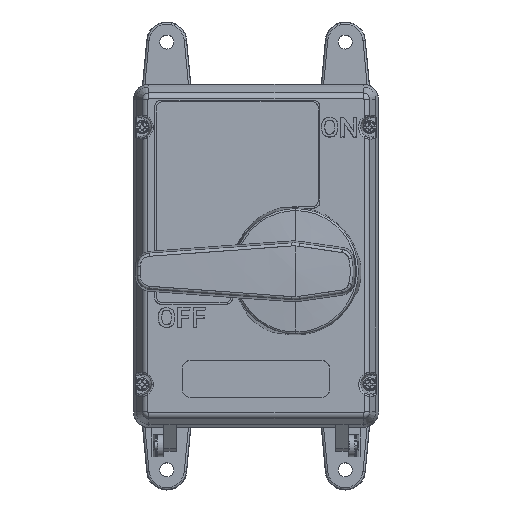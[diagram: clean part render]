
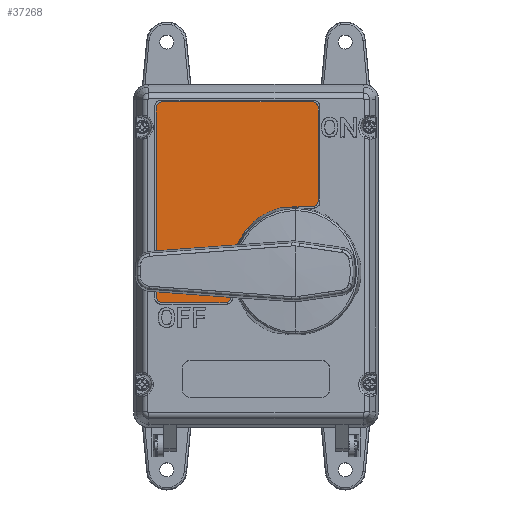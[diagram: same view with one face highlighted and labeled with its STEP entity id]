
A CAD part, top view. The second image highlights one B-rep face of the part: STEP entity #37268.
In plain terms, the highlighted planar face has unit normal (0, 0, 1).
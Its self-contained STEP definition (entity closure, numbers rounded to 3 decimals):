
#327 = CARTESIAN_POINT ( 'NONE',  ( -12.878, -8.164, 75.466 ) ) ;
#537 = EDGE_CURVE ( 'NONE', #50598, #47917, #42172, .T. ) ;
#737 = ORIENTED_EDGE ( 'NONE', *, *, #537, .T. ) ;
#970 = VERTEX_POINT ( 'NONE', #6341 ) ;
#1013 = VERTEX_POINT ( 'NONE', #38244 ) ;
#1528 = DIRECTION ( 'NONE',  ( 1., 0., 0. ) ) ;
#1934 = DIRECTION ( 'NONE',  ( -1., 0., 0. ) ) ;
#2743 = CARTESIAN_POINT ( 'NONE',  ( -48.437, -21.129, 75.466 ) ) ;
#2955 = VERTEX_POINT ( 'NONE', #49031 ) ;
#3208 = CARTESIAN_POINT ( 'NONE',  ( -51.612, 76.563, 75.466 ) ) ;
#5773 = ORIENTED_EDGE ( 'NONE', *, *, #45452, .T. ) ;
#6071 = EDGE_CURVE ( 'NONE', #970, #63188, #62685, .T. ) ;
#6341 = CARTESIAN_POINT ( 'NONE',  ( -16.053, -24.304, 75.466 ) ) ;
#6854 = DIRECTION ( 'NONE',  ( 0., 0., 1. ) ) ;
#7975 = EDGE_CURVE ( 'NONE', #63188, #2955, #25746, .T. ) ;
#8046 = DIRECTION ( 'NONE',  ( -1., 0., 0. ) ) ;
#10018 = CARTESIAN_POINT ( 'NONE',  ( 32.31, 76.563, 75.466 ) ) ;
#13952 = ORIENTED_EDGE ( 'NONE', *, *, #27669, .T. ) ;
#15139 = CARTESIAN_POINT ( 'NONE',  ( -16.053, -21.129, 75.466 ) ) ;
#15322 = VECTOR ( 'NONE', #1528, 1000. ) ;
#16461 = LINE ( 'NONE', #10018, #57091 ) ;
#16579 = CIRCLE ( 'NONE', #68630, 33.59 ) ;
#16792 = EDGE_LOOP ( 'NONE', ( #25608, #737, #33756, #49059, #58798, #32619, #42486, #5773, #63897, #13952, #41537, #41899 ) ) ;
#16980 = LINE ( 'NONE', #27686, #15322 ) ;
#17726 = VECTOR ( 'NONE', #27504, 1000. ) ;
#18252 = VECTOR ( 'NONE', #23616, 1000. ) ;
#18260 = CARTESIAN_POINT ( 'NONE',  ( 20.712, 25.426, 75.466 ) ) ;
#18361 = CARTESIAN_POINT ( 'NONE',  ( -48.437, 79.738, 75.466 ) ) ;
#18913 = AXIS2_PLACEMENT_3D ( 'NONE', #24974, #62013, #30282 ) ;
#19328 = EDGE_CURVE ( 'NONE', #33158, #970, #16980, .T. ) ;
#20469 = DIRECTION ( 'NONE',  ( -1., 0., 0. ) ) ;
#21805 = CARTESIAN_POINT ( 'NONE',  ( 20.712, -8.164, 75.466 ) ) ;
#22176 = CARTESIAN_POINT ( 'NONE',  ( -48.437, 79.738, 75.466 ) ) ;
#22570 = CIRCLE ( 'NONE', #18913, 3.175 ) ;
#23616 = DIRECTION ( 'NONE',  ( 1., 0., 0. ) ) ;
#24506 = CIRCLE ( 'NONE', #67703, 3.175 ) ;
#24974 = CARTESIAN_POINT ( 'NONE',  ( -48.437, 76.563, 75.466 ) ) ;
#25156 = VERTEX_POINT ( 'NONE', #18361 ) ;
#25608 = ORIENTED_EDGE ( 'NONE', *, *, #36307, .T. ) ;
#25746 = LINE ( 'NONE', #327, #38173 ) ;
#25930 = CARTESIAN_POINT ( 'NONE',  ( 20.712, 25.426, 75.466 ) ) ;
#26096 = EDGE_CURVE ( 'NONE', #51851, #25156, #60021, .T. ) ;
#27142 = DIRECTION ( 'NONE',  ( 1., 0., 0. ) ) ;
#27504 = DIRECTION ( 'NONE',  ( -1., 0., 0. ) ) ;
#27669 = EDGE_CURVE ( 'NONE', #1013, #57376, #16461, .T. ) ;
#27686 = CARTESIAN_POINT ( 'NONE',  ( -48.437, -24.304, 75.466 ) ) ;
#28120 = VECTOR ( 'NONE', #53098, 1000. ) ;
#29200 = CARTESIAN_POINT ( 'NONE',  ( -51.612, -21.129, 75.466 ) ) ;
#29597 = CARTESIAN_POINT ( 'NONE',  ( -12.878, -21.129, 75.466 ) ) ;
#30282 = DIRECTION ( 'NONE',  ( -1., 0., 0. ) ) ;
#30988 = DIRECTION ( 'NONE',  ( 0., 0., 1. ) ) ;
#32619 = ORIENTED_EDGE ( 'NONE', *, *, #7975, .T. ) ;
#33158 = VERTEX_POINT ( 'NONE', #55925 ) ;
#33654 = DIRECTION ( 'NONE',  ( 0., 0., -1. ) ) ;
#33756 = ORIENTED_EDGE ( 'NONE', *, *, #56028, .T. ) ;
#33854 = EDGE_CURVE ( 'NONE', #2955, #55703, #16579, .T. ) ;
#35895 = CARTESIAN_POINT ( 'NONE',  ( 32.31, 76.563, 75.466 ) ) ;
#36307 = EDGE_CURVE ( 'NONE', #25156, #50598, #22570, .T. ) ;
#36512 = FACE_OUTER_BOUND ( 'NONE', #16792, .T. ) ;
#37268 = ADVANCED_FACE ( 'NONE', ( #36512 ), #44046, .F. ) ;
#37355 = DIRECTION ( 'NONE',  ( 0., 1., 0. ) ) ;
#38173 = VECTOR ( 'NONE', #37355, 1000. ) ;
#38244 = CARTESIAN_POINT ( 'NONE',  ( 32.31, 28.601, 75.466 ) ) ;
#38558 = CARTESIAN_POINT ( 'NONE',  ( 29.135, 28.601, 75.466 ) ) ;
#39746 = DIRECTION ( 'NONE',  ( 0., 0., 1. ) ) ;
#41537 = ORIENTED_EDGE ( 'NONE', *, *, #63288, .T. ) ;
#41585 = AXIS2_PLACEMENT_3D ( 'NONE', #38558, #6854, #43863 ) ;
#41899 = ORIENTED_EDGE ( 'NONE', *, *, #26096, .T. ) ;
#42172 = LINE ( 'NONE', #59827, #28120 ) ;
#42486 = ORIENTED_EDGE ( 'NONE', *, *, #33854, .T. ) ;
#43863 = DIRECTION ( 'NONE',  ( -1., 0., 0. ) ) ;
#44046 = PLANE ( 'NONE',  #65622 ) ;
#44753 = LINE ( 'NONE', #18260, #18252 ) ;
#45429 = CIRCLE ( 'NONE', #53055, 3.175 ) ;
#45452 = EDGE_CURVE ( 'NONE', #55703, #55253, #44753, .T. ) ;
#47452 = AXIS2_PLACEMENT_3D ( 'NONE', #15139, #52196, #20469 ) ;
#47917 = VERTEX_POINT ( 'NONE', #29200 ) ;
#49031 = CARTESIAN_POINT ( 'NONE',  ( -12.878, -8.164, 75.466 ) ) ;
#49059 = ORIENTED_EDGE ( 'NONE', *, *, #19328, .T. ) ;
#49495 = CARTESIAN_POINT ( 'NONE',  ( 29.135, 79.738, 75.466 ) ) ;
#50598 = VERTEX_POINT ( 'NONE', #3208 ) ;
#51851 = VERTEX_POINT ( 'NONE', #49495 ) ;
#52196 = DIRECTION ( 'NONE',  ( 0., 0., 1. ) ) ;
#52617 = CARTESIAN_POINT ( 'NONE',  ( 29.135, 25.426, 75.466 ) ) ;
#53055 = AXIS2_PLACEMENT_3D ( 'NONE', #62708, #30988, #68018 ) ;
#53098 = DIRECTION ( 'NONE',  ( 0., -1., 0. ) ) ;
#55253 = VERTEX_POINT ( 'NONE', #52617 ) ;
#55703 = VERTEX_POINT ( 'NONE', #25930 ) ;
#55925 = CARTESIAN_POINT ( 'NONE',  ( -48.437, -24.304, 75.466 ) ) ;
#56028 = EDGE_CURVE ( 'NONE', #47917, #33158, #24506, .T. ) ;
#57091 = VECTOR ( 'NONE', #68372, 1000. ) ;
#57376 = VERTEX_POINT ( 'NONE', #35895 ) ;
#58798 = ORIENTED_EDGE ( 'NONE', *, *, #6071, .T. ) ;
#58852 = DIRECTION ( 'NONE',  ( 0., 0., -1. ) ) ;
#59827 = CARTESIAN_POINT ( 'NONE',  ( -51.612, 76.563, 75.466 ) ) ;
#60021 = LINE ( 'NONE', #22176, #17726 ) ;
#62013 = DIRECTION ( 'NONE',  ( 0., 0., 1. ) ) ;
#62685 = CIRCLE ( 'NONE', #47452, 3.175 ) ;
#62708 = CARTESIAN_POINT ( 'NONE',  ( 29.135, 76.563, 75.466 ) ) ;
#63188 = VERTEX_POINT ( 'NONE', #29597 ) ;
#63288 = EDGE_CURVE ( 'NONE', #57376, #51851, #45429, .T. ) ;
#63897 = ORIENTED_EDGE ( 'NONE', *, *, #64268, .T. ) ;
#64268 = EDGE_CURVE ( 'NONE', #55253, #1013, #64347, .T. ) ;
#64347 = CIRCLE ( 'NONE', #41585, 3.175 ) ;
#65392 = CARTESIAN_POINT ( 'NONE',  ( -48.437, 76.563, 75.466 ) ) ;
#65622 = AXIS2_PLACEMENT_3D ( 'NONE', #65392, #33654, #1934 ) ;
#67703 = AXIS2_PLACEMENT_3D ( 'NONE', #2743, #39746, #8046 ) ;
#68018 = DIRECTION ( 'NONE',  ( 1., 0., 0. ) ) ;
#68372 = DIRECTION ( 'NONE',  ( 0., 1., 0. ) ) ;
#68630 = AXIS2_PLACEMENT_3D ( 'NONE', #21805, #58852, #27142 ) ;
